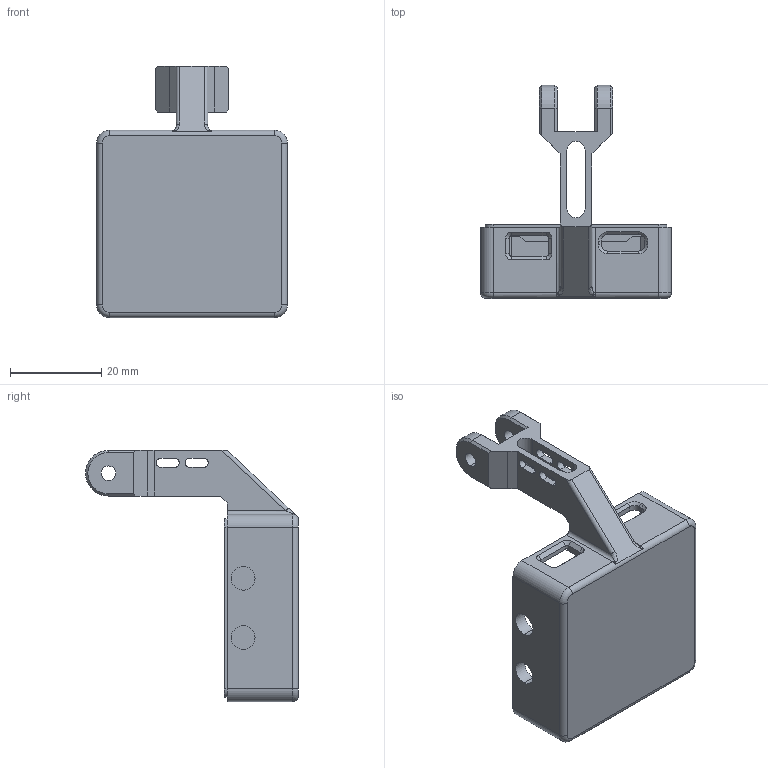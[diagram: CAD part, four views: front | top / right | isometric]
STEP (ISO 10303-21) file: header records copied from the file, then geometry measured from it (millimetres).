
FILE_DESCRIPTION (( 'STEP AP214' ), '1' );
FILE_NAME ('CaseBottom_01.STEP', '2025-06-03T17:11:43', ( '' ), ( '' ), 'SwSTEP 2.0', 'SolidWorks 2024', '' );
FILE_SCHEMA (( 'AUTOMOTIVE_DESIGN' ));
Length unit declared in the file: millimetre
Products named in the file (1): CaseBottom_01
Bounding box: 41.8 x 46.6 x 55 mm (x, y, z)
Volume: 11312.5 mm3; surface area: 10003.8 mm2
Topology: 1 solids, 1 shells, 196 faces, 530 edges, 338 vertices
Faces by surface type: plane 110, cylinder 63, cone 13, torus 6, bspline 4
Entity records: 6222 total; most frequent: CARTESIAN_POINT 1192, ORIENTED_EDGE 1056, DIRECTION 1033, EDGE_CURVE 528, VECTOR 371, LINE 371, VERTEX_POINT 338, AXIS2_PLACEMENT_3D 331
